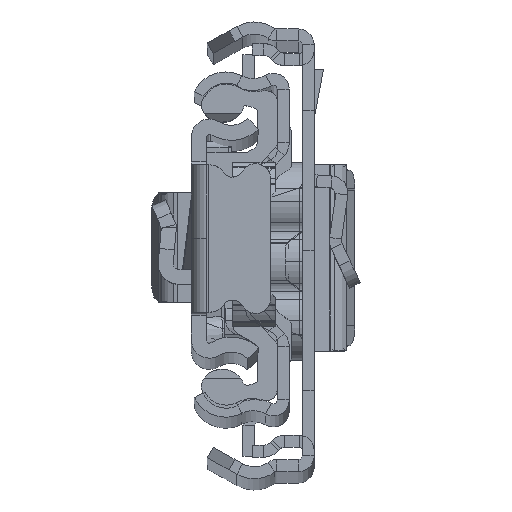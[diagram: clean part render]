
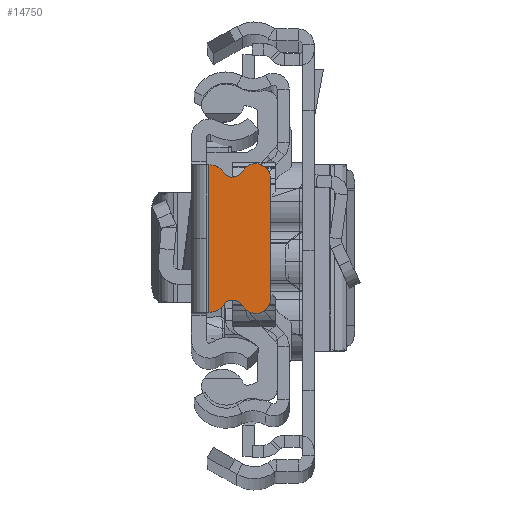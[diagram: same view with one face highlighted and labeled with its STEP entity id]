
A CAD part, top view. The second image highlights one B-rep face of the part: STEP entity #14750.
In plain terms, the highlighted planar face has unit normal (0, 0, 1).
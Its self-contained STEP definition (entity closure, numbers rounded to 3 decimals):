
#515 = DIRECTION ( 'NONE',  ( 0., 0., -1. ) ) ;
#611 = LINE ( 'NONE', #15017, #15130 ) ;
#619 = CARTESIAN_POINT ( 'NONE',  ( -6.429, 6., 0. ) ) ;
#812 = VERTEX_POINT ( 'NONE', #8110 ) ;
#874 = ORIENTED_EDGE ( 'NONE', *, *, #25278, .T. ) ;
#1078 = DIRECTION ( 'NONE',  ( 0., 0., 1. ) ) ;
#1103 = ORIENTED_EDGE ( 'NONE', *, *, #26276, .T. ) ;
#1347 = ORIENTED_EDGE ( 'NONE', *, *, #14518, .T. ) ;
#1666 = EDGE_LOOP ( 'NONE', ( #17453, #6082, #24511, #12195, #23942, #10586, #1347, #1103, #874, #23677 ) ) ;
#1675 = EDGE_CURVE ( 'NONE', #17578, #3035, #4038, .T. ) ;
#2162 = AXIS2_PLACEMENT_3D ( 'NONE', #14698, #1078, #2824 ) ;
#2449 = VERTEX_POINT ( 'NONE', #14850 ) ;
#2824 = DIRECTION ( 'NONE',  ( 1., 0., 0. ) ) ;
#2842 = EDGE_CURVE ( 'NONE', #21612, #25861, #21569, .T. ) ;
#3035 = VERTEX_POINT ( 'NONE', #19671 ) ;
#3063 = DIRECTION ( 'NONE',  ( -1., 0., 0. ) ) ;
#3556 = CARTESIAN_POINT ( 'NONE',  ( -1.75, 0., 0. ) ) ;
#3978 = EDGE_CURVE ( 'NONE', #25861, #25087, #13987, .T. ) ;
#4038 = CIRCLE ( 'NONE', #15975, 1.5 ) ;
#4365 = DIRECTION ( 'NONE',  ( -1., 0., 0. ) ) ;
#4966 = VERTEX_POINT ( 'NONE', #25555 ) ;
#5023 = DIRECTION ( 'NONE',  ( 0., -1., 0. ) ) ;
#5854 = CIRCLE ( 'NONE', #16923, 1.1 ) ;
#6082 = ORIENTED_EDGE ( 'NONE', *, *, #2842, .F. ) ;
#6377 = FACE_OUTER_BOUND ( 'NONE', #1666, .T. ) ;
#6912 = DIRECTION ( 'NONE',  ( 0., 0., 1. ) ) ;
#7995 = VERTEX_POINT ( 'NONE', #15755 ) ;
#8110 = CARTESIAN_POINT ( 'NONE',  ( -3.206, 6.658, 0. ) ) ;
#8399 = CARTESIAN_POINT ( 'NONE',  ( 644.071, 0., 0. ) ) ;
#8979 = CARTESIAN_POINT ( 'NONE',  ( -4.142, -7.236, 0. ) ) ;
#9124 = CIRCLE ( 'NONE', #21442, 1.5 ) ;
#9775 = CARTESIAN_POINT ( 'NONE',  ( -1.75, -7.37, 0. ) ) ;
#10266 = CARTESIAN_POINT ( 'NONE',  ( -1.929, 7.37, 0. ) ) ;
#10548 = CARTESIAN_POINT ( 'NONE',  ( -1.929, -5.87, 0. ) ) ;
#10586 = ORIENTED_EDGE ( 'NONE', *, *, #20844, .T. ) ;
#10648 = PLANE ( 'NONE',  #14554 ) ;
#10712 = CARTESIAN_POINT ( 'NONE',  ( -1.929, -7.37, 0. ) ) ;
#10931 = CARTESIAN_POINT ( 'NONE',  ( -1.929, 7.37, 0. ) ) ;
#12195 = ORIENTED_EDGE ( 'NONE', *, *, #23050, .T. ) ;
#12395 = DIRECTION ( 'NONE',  ( 1., 0., 0. ) ) ;
#12959 = LINE ( 'NONE', #10712, #23888 ) ;
#13374 = CARTESIAN_POINT ( 'NONE',  ( -1.75, 7.37, 0. ) ) ;
#13987 = LINE ( 'NONE', #3556, #25670 ) ;
#14518 = EDGE_CURVE ( 'NONE', #22814, #2449, #19639, .T. ) ;
#14548 = EDGE_CURVE ( 'NONE', #25087, #4966, #12959, .T. ) ;
#14554 = AXIS2_PLACEMENT_3D ( 'NONE', #8399, #24875, #20630 ) ;
#14698 = CARTESIAN_POINT ( 'NONE',  ( -6.429, -6., 0. ) ) ;
#14750 = ADVANCED_FACE ( 'NONE', ( #6377 ), #10648, .T. ) ;
#14818 = CARTESIAN_POINT ( 'NONE',  ( -4.142, 7.236, 0. ) ) ;
#14850 = CARTESIAN_POINT ( 'NONE',  ( -5.109, -6.713, 0. ) ) ;
#15017 = CARTESIAN_POINT ( 'NONE',  ( -7.929, -6., 0. ) ) ;
#15130 = VECTOR ( 'NONE', #5023, 1000. ) ;
#15755 = CARTESIAN_POINT ( 'NONE',  ( -3.206, -6.658, 0. ) ) ;
#15975 = AXIS2_PLACEMENT_3D ( 'NONE', #619, #6912, #23531 ) ;
#16506 = VECTOR ( 'NONE', #21304, 1000. ) ;
#16655 = DIRECTION ( 'NONE',  ( 0., 0., 1. ) ) ;
#16923 = AXIS2_PLACEMENT_3D ( 'NONE', #14818, #515, #16964 ) ;
#16964 = DIRECTION ( 'NONE',  ( 1., 0., 0. ) ) ;
#17453 = ORIENTED_EDGE ( 'NONE', *, *, #3978, .F. ) ;
#17578 = VERTEX_POINT ( 'NONE', #24299 ) ;
#18668 = DIRECTION ( 'NONE',  ( 0., 0., 1. ) ) ;
#19309 = AXIS2_PLACEMENT_3D ( 'NONE', #22235, #16655, #4365 ) ;
#19392 = EDGE_CURVE ( 'NONE', #21612, #812, #26098, .T. ) ;
#19639 = CIRCLE ( 'NONE', #2162, 1.5 ) ;
#19671 = CARTESIAN_POINT ( 'NONE',  ( -7.929, 6., 0. ) ) ;
#20630 = DIRECTION ( 'NONE',  ( 1., 0., 0. ) ) ;
#20844 = EDGE_CURVE ( 'NONE', #3035, #22814, #611, .T. ) ;
#21304 = DIRECTION ( 'NONE',  ( 1., 0., 0. ) ) ;
#21340 = DIRECTION ( 'NONE',  ( 0., 0., -1. ) ) ;
#21442 = AXIS2_PLACEMENT_3D ( 'NONE', #10548, #18668, #12395 ) ;
#21569 = LINE ( 'NONE', #10931, #16506 ) ;
#21612 = VERTEX_POINT ( 'NONE', #10266 ) ;
#21882 = CARTESIAN_POINT ( 'NONE',  ( -7.929, -6., 0. ) ) ;
#22235 = CARTESIAN_POINT ( 'NONE',  ( -1.929, 5.87, 0. ) ) ;
#22814 = VERTEX_POINT ( 'NONE', #21882 ) ;
#22819 = DIRECTION ( 'NONE',  ( -1., 0., 0. ) ) ;
#23050 = EDGE_CURVE ( 'NONE', #812, #17578, #5854, .T. ) ;
#23186 = CIRCLE ( 'NONE', #24878, 1.1 ) ;
#23531 = DIRECTION ( 'NONE',  ( -1., 0., 0. ) ) ;
#23677 = ORIENTED_EDGE ( 'NONE', *, *, #14548, .F. ) ;
#23888 = VECTOR ( 'NONE', #22819, 1000. ) ;
#23942 = ORIENTED_EDGE ( 'NONE', *, *, #1675, .T. ) ;
#24234 = DIRECTION ( 'NONE',  ( 0., -1., 0. ) ) ;
#24299 = CARTESIAN_POINT ( 'NONE',  ( -5.109, 6.713, 0. ) ) ;
#24511 = ORIENTED_EDGE ( 'NONE', *, *, #19392, .T. ) ;
#24875 = DIRECTION ( 'NONE',  ( 0., 0., 1. ) ) ;
#24878 = AXIS2_PLACEMENT_3D ( 'NONE', #8979, #21340, #3063 ) ;
#25087 = VERTEX_POINT ( 'NONE', #9775 ) ;
#25278 = EDGE_CURVE ( 'NONE', #7995, #4966, #9124, .T. ) ;
#25555 = CARTESIAN_POINT ( 'NONE',  ( -1.929, -7.37, 0. ) ) ;
#25670 = VECTOR ( 'NONE', #24234, 1000. ) ;
#25861 = VERTEX_POINT ( 'NONE', #13374 ) ;
#26098 = CIRCLE ( 'NONE', #19309, 1.5 ) ;
#26276 = EDGE_CURVE ( 'NONE', #2449, #7995, #23186, .T. ) ;
